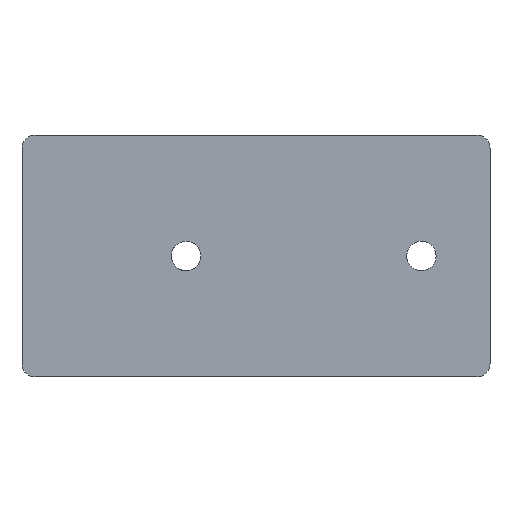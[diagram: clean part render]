
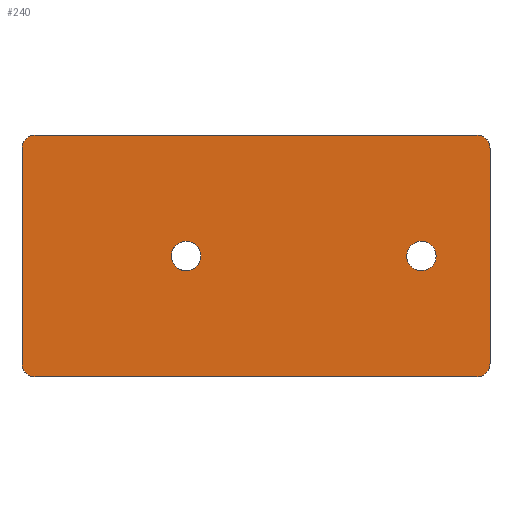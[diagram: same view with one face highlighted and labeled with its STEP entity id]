
A CAD part, left-side view. The second image highlights one B-rep face of the part: STEP entity #240.
In plain terms, the highlighted planar face has unit normal (-1, 0, 0).
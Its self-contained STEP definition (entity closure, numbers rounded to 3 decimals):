
#38=AXIS2_PLACEMENT_3D('Circle Axis2P3D',#36,#37,$) ;
#82=AXIS2_PLACEMENT_3D('Plane Axis2P3D',#79,#80,#81) ;
#95=AXIS2_PLACEMENT_3D('Circle Axis2P3D',#93,#94,$) ;
#109=AXIS2_PLACEMENT_3D('Circle Axis2P3D',#107,#108,$) ;
#123=AXIS2_PLACEMENT_3D('Circle Axis2P3D',#121,#122,$) ;
#137=AXIS2_PLACEMENT_3D('Circle Axis2P3D',#135,#136,$) ;
#36=CARTESIAN_POINT('Axis2P3D Location',(0.,46.5,18.5)) ;
#40=CARTESIAN_POINT('Vertex',(0.,46.5,16.25)) ;
#42=CARTESIAN_POINT('Vertex',(0.,46.5,20.75)) ;
#79=CARTESIAN_POINT('Axis2P3D Location',(0.,0.,0.)) ;
#84=CARTESIAN_POINT('Line Origine',(0.,0.,18.5)) ;
#88=CARTESIAN_POINT('Vertex',(0.,0.,35.)) ;
#90=CARTESIAN_POINT('Vertex',(0.,0.,2.)) ;
#93=CARTESIAN_POINT('Axis2P3D Location',(0.,2.,35.)) ;
#97=CARTESIAN_POINT('Vertex',(0.,2.,37.)) ;
#100=CARTESIAN_POINT('Line Origine',(0.,35.8,37.)) ;
#104=CARTESIAN_POINT('Vertex',(0.,69.6,37.)) ;
#107=CARTESIAN_POINT('Axis2P3D Location',(0.,69.6,35.)) ;
#111=CARTESIAN_POINT('Vertex',(0.,71.6,35.)) ;
#114=CARTESIAN_POINT('Line Origine',(0.,71.6,18.5)) ;
#118=CARTESIAN_POINT('Vertex',(0.,71.6,2.)) ;
#121=CARTESIAN_POINT('Axis2P3D Location',(0.,69.6,2.)) ;
#125=CARTESIAN_POINT('Vertex',(0.,69.6,0.)) ;
#128=CARTESIAN_POINT('Line Origine',(0.,35.8,0.)) ;
#132=CARTESIAN_POINT('Vertex',(0.,2.,0.)) ;
#135=CARTESIAN_POINT('Axis2P3D Location',(0.,2.,2.)) ;
#151=CARTESIAN_POINT('Control Point',(0.,46.5,20.75)) ;
#152=CARTESIAN_POINT('Control Point',(0.,46.72,20.75)) ;
#153=CARTESIAN_POINT('Control Point',(0.,46.941,20.723)) ;
#154=CARTESIAN_POINT('Control Point',(0.,47.157,20.669)) ;
#155=CARTESIAN_POINT('Control Point',(0.,47.571,20.509)) ;
#156=CARTESIAN_POINT('Control Point',(0.,47.935,20.254)) ;
#157=CARTESIAN_POINT('Control Point',(0.,48.1,20.105)) ;
#158=CARTESIAN_POINT('Control Point',(0.,48.391,19.769)) ;
#159=CARTESIAN_POINT('Control Point',(0.,48.592,19.373)) ;
#160=CARTESIAN_POINT('Control Point',(0.,48.667,19.163)) ;
#161=CARTESIAN_POINT('Control Point',(0.,48.765,18.73)) ;
#162=CARTESIAN_POINT('Control Point',(0.,48.756,18.286)) ;
#163=CARTESIAN_POINT('Control Point',(0.,48.724,18.065)) ;
#164=CARTESIAN_POINT('Control Point',(0.,48.607,17.637)) ;
#165=CARTESIAN_POINT('Control Point',(0.,48.39,17.249)) ;
#166=CARTESIAN_POINT('Control Point',(0.,48.258,17.07)) ;
#167=CARTESIAN_POINT('Control Point',(0.,47.953,16.747)) ;
#168=CARTESIAN_POINT('Control Point',(0.,47.579,16.507)) ;
#169=CARTESIAN_POINT('Control Point',(0.,47.378,16.411)) ;
#170=CARTESIAN_POINT('Control Point',(0.,47.081,16.311)) ;
#171=CARTESIAN_POINT('Control Point',(0.,46.773,16.264)) ;
#172=CARTESIAN_POINT('Control Point',(0.,46.682,16.255)) ;
#173=CARTESIAN_POINT('Control Point',(0.,46.591,16.25)) ;
#174=CARTESIAN_POINT('Control Point',(0.,46.5,16.25)) ;
#181=CARTESIAN_POINT('Control Point',(0.,10.5,16.25)) ;
#182=CARTESIAN_POINT('Control Point',(0.,10.28,16.25)) ;
#183=CARTESIAN_POINT('Control Point',(0.,10.059,16.277)) ;
#184=CARTESIAN_POINT('Control Point',(0.,9.843,16.331)) ;
#185=CARTESIAN_POINT('Control Point',(0.,9.429,16.491)) ;
#186=CARTESIAN_POINT('Control Point',(0.,9.065,16.746)) ;
#187=CARTESIAN_POINT('Control Point',(0.,8.9,16.895)) ;
#188=CARTESIAN_POINT('Control Point',(0.,8.609,17.231)) ;
#189=CARTESIAN_POINT('Control Point',(0.,8.408,17.627)) ;
#190=CARTESIAN_POINT('Control Point',(0.,8.333,17.837)) ;
#191=CARTESIAN_POINT('Control Point',(0.,8.235,18.27)) ;
#192=CARTESIAN_POINT('Control Point',(0.,8.244,18.714)) ;
#193=CARTESIAN_POINT('Control Point',(0.,8.276,18.935)) ;
#194=CARTESIAN_POINT('Control Point',(0.,8.393,19.363)) ;
#195=CARTESIAN_POINT('Control Point',(0.,8.61,19.751)) ;
#196=CARTESIAN_POINT('Control Point',(0.,8.742,19.93)) ;
#197=CARTESIAN_POINT('Control Point',(0.,9.047,20.253)) ;
#198=CARTESIAN_POINT('Control Point',(0.,9.421,20.493)) ;
#199=CARTESIAN_POINT('Control Point',(0.,9.622,20.589)) ;
#200=CARTESIAN_POINT('Control Point',(0.,9.919,20.689)) ;
#201=CARTESIAN_POINT('Control Point',(0.,10.227,20.736)) ;
#202=CARTESIAN_POINT('Control Point',(0.,10.318,20.745)) ;
#203=CARTESIAN_POINT('Control Point',(0.,10.409,20.75)) ;
#204=CARTESIAN_POINT('Control Point',(0.,10.5,20.75)) ;
#205=CARTESIAN_POINT('Vertex',(0.,10.5,16.25)) ;
#207=CARTESIAN_POINT('Vertex',(0.,10.5,20.75)) ;
#211=CARTESIAN_POINT('Control Point',(0.,10.5,20.75)) ;
#212=CARTESIAN_POINT('Control Point',(0.,10.72,20.75)) ;
#213=CARTESIAN_POINT('Control Point',(0.,10.941,20.723)) ;
#214=CARTESIAN_POINT('Control Point',(0.,11.157,20.669)) ;
#215=CARTESIAN_POINT('Control Point',(0.,11.571,20.509)) ;
#216=CARTESIAN_POINT('Control Point',(0.,11.935,20.254)) ;
#217=CARTESIAN_POINT('Control Point',(0.,12.1,20.105)) ;
#218=CARTESIAN_POINT('Control Point',(0.,12.391,19.769)) ;
#219=CARTESIAN_POINT('Control Point',(0.,12.592,19.373)) ;
#220=CARTESIAN_POINT('Control Point',(0.,12.667,19.163)) ;
#221=CARTESIAN_POINT('Control Point',(0.,12.765,18.73)) ;
#222=CARTESIAN_POINT('Control Point',(0.,12.756,18.286)) ;
#223=CARTESIAN_POINT('Control Point',(0.,12.724,18.065)) ;
#224=CARTESIAN_POINT('Control Point',(0.,12.607,17.637)) ;
#225=CARTESIAN_POINT('Control Point',(0.,12.39,17.249)) ;
#226=CARTESIAN_POINT('Control Point',(0.,12.258,17.07)) ;
#227=CARTESIAN_POINT('Control Point',(0.,11.953,16.747)) ;
#228=CARTESIAN_POINT('Control Point',(0.,11.579,16.507)) ;
#229=CARTESIAN_POINT('Control Point',(0.,11.378,16.411)) ;
#230=CARTESIAN_POINT('Control Point',(0.,11.081,16.311)) ;
#231=CARTESIAN_POINT('Control Point',(0.,10.773,16.264)) ;
#232=CARTESIAN_POINT('Control Point',(0.,10.682,16.255)) ;
#233=CARTESIAN_POINT('Control Point',(0.,10.591,16.25)) ;
#234=CARTESIAN_POINT('Control Point',(0.,10.5,16.25)) ;
#37=DIRECTION('Axis2P3D Direction',(1.,0.,0.)) ;
#80=DIRECTION('Axis2P3D Direction',(1.,-0.,0.)) ;
#81=DIRECTION('Axis2P3D XDirection',(0.,0.,-1.)) ;
#85=DIRECTION('Vector Direction',(0.,0.,-1.)) ;
#94=DIRECTION('Axis2P3D Direction',(1.,-0.,0.)) ;
#101=DIRECTION('Vector Direction',(0.,-1.,0.)) ;
#108=DIRECTION('Axis2P3D Direction',(1.,-0.,0.)) ;
#115=DIRECTION('Vector Direction',(0.,0.,1.)) ;
#122=DIRECTION('Axis2P3D Direction',(1.,-0.,0.)) ;
#129=DIRECTION('Vector Direction',(0.,1.,0.)) ;
#136=DIRECTION('Axis2P3D Direction',(1.,-0.,0.)) ;
#86=VECTOR('Line Direction',#85,1.) ;
#102=VECTOR('Line Direction',#101,1.) ;
#116=VECTOR('Line Direction',#115,1.) ;
#130=VECTOR('Line Direction',#129,1.) ;
#141=ORIENTED_EDGE('',*,*,#92,.F.) ;
#142=ORIENTED_EDGE('',*,*,#99,.F.) ;
#143=ORIENTED_EDGE('',*,*,#106,.F.) ;
#144=ORIENTED_EDGE('',*,*,#113,.F.) ;
#145=ORIENTED_EDGE('',*,*,#120,.F.) ;
#146=ORIENTED_EDGE('',*,*,#127,.F.) ;
#147=ORIENTED_EDGE('',*,*,#134,.F.) ;
#148=ORIENTED_EDGE('',*,*,#139,.F.) ;
#177=ORIENTED_EDGE('',*,*,#44,.F.) ;
#178=ORIENTED_EDGE('',*,*,#175,.F.) ;
#237=ORIENTED_EDGE('',*,*,#209,.F.) ;
#238=ORIENTED_EDGE('',*,*,#235,.F.) ;
#179=FACE_BOUND('',#176,.T.) ;
#239=FACE_BOUND('',#236,.T.) ;
#240=ADVANCED_FACE('Koerper.2',(#149,#179,#239),#83,.F.) ;
#150=B_SPLINE_CURVE_WITH_KNOTS('',5,(#151,#152,#153,#154,#155,#156,#157,#158,#159,#160,#161,#162,#163,#164,#165,#166,#167,#168,#169,#170,#171,#172,#173,#174),.UNSPECIFIED.,.F.,.U.,(6,3,3,3,3,3,3,6),(0.,1.559,3.118,4.676,6.235,7.794,9.353,9.996),.UNSPECIFIED.) ;
#180=B_SPLINE_CURVE_WITH_KNOTS('',5,(#181,#182,#183,#184,#185,#186,#187,#188,#189,#190,#191,#192,#193,#194,#195,#196,#197,#198,#199,#200,#201,#202,#203,#204),.UNSPECIFIED.,.F.,.U.,(6,3,3,3,3,3,3,6),(0.,1.559,3.118,4.676,6.235,7.794,9.353,9.996),.UNSPECIFIED.) ;
#210=B_SPLINE_CURVE_WITH_KNOTS('',5,(#211,#212,#213,#214,#215,#216,#217,#218,#219,#220,#221,#222,#223,#224,#225,#226,#227,#228,#229,#230,#231,#232,#233,#234),.UNSPECIFIED.,.F.,.U.,(6,3,3,3,3,3,3,6),(0.,1.559,3.118,4.676,6.235,7.794,9.353,9.996),.UNSPECIFIED.) ;
#39=CIRCLE('generated circle',#38,2.25) ;
#96=CIRCLE('generated circle',#95,2.) ;
#110=CIRCLE('generated circle',#109,2.) ;
#124=CIRCLE('generated circle',#123,2.) ;
#138=CIRCLE('generated circle',#137,2.) ;
#44=EDGE_CURVE('',#41,#43,#39,.F.) ;
#92=EDGE_CURVE('',#89,#91,#87,.T.) ;
#99=EDGE_CURVE('',#98,#89,#96,.T.) ;
#106=EDGE_CURVE('',#105,#98,#103,.T.) ;
#113=EDGE_CURVE('',#112,#105,#110,.T.) ;
#120=EDGE_CURVE('',#119,#112,#117,.T.) ;
#127=EDGE_CURVE('',#126,#119,#124,.T.) ;
#134=EDGE_CURVE('',#133,#126,#131,.T.) ;
#139=EDGE_CURVE('',#91,#133,#138,.T.) ;
#175=EDGE_CURVE('',#43,#41,#150,.T.) ;
#209=EDGE_CURVE('',#206,#208,#180,.T.) ;
#235=EDGE_CURVE('',#208,#206,#210,.T.) ;
#140=EDGE_LOOP('',(#141,#142,#143,#144,#145,#146,#147,#148)) ;
#176=EDGE_LOOP('',(#177,#178)) ;
#236=EDGE_LOOP('',(#237,#238)) ;
#149=FACE_OUTER_BOUND('',#140,.T.) ;
#87=LINE('Line',#84,#86) ;
#103=LINE('Line',#100,#102) ;
#117=LINE('Line',#114,#116) ;
#131=LINE('Line',#128,#130) ;
#83=PLANE('',#82) ;
#41=VERTEX_POINT('',#40) ;
#43=VERTEX_POINT('',#42) ;
#89=VERTEX_POINT('',#88) ;
#91=VERTEX_POINT('',#90) ;
#98=VERTEX_POINT('',#97) ;
#105=VERTEX_POINT('',#104) ;
#112=VERTEX_POINT('',#111) ;
#119=VERTEX_POINT('',#118) ;
#126=VERTEX_POINT('',#125) ;
#133=VERTEX_POINT('',#132) ;
#206=VERTEX_POINT('',#205) ;
#208=VERTEX_POINT('',#207) ;
